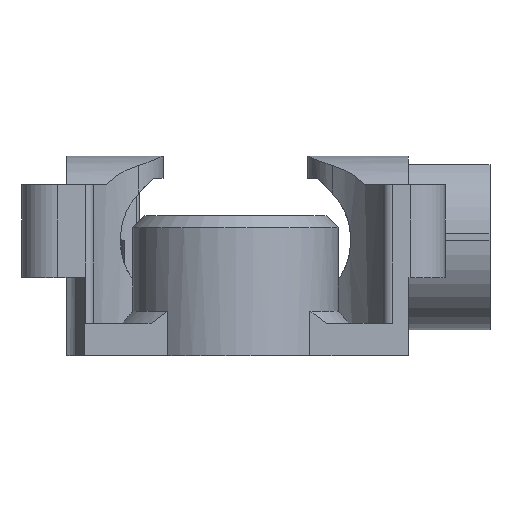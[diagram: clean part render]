
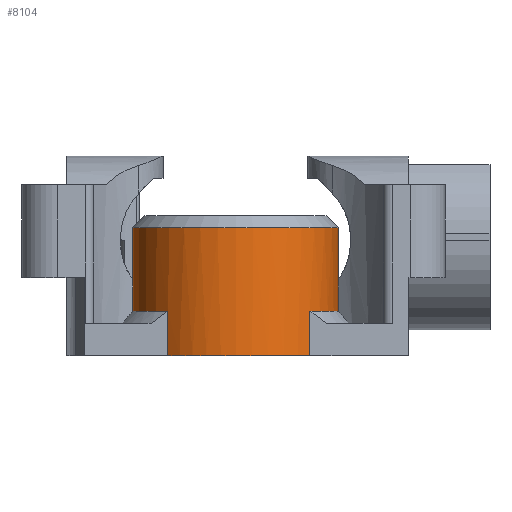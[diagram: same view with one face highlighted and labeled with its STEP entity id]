
A CAD part, left-side view. The second image highlights one B-rep face of the part: STEP entity #8104.
In plain terms, the highlighted cylindrical face has radius 12.6 mm (diameter 25.2 mm), a full revolution.
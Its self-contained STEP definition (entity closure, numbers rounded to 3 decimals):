
#317=CYLINDRICAL_SURFACE('',#8398,12.6);
#778=FACE_OUTER_BOUND('',#1240,.T.);
#1240=EDGE_LOOP('',(#6997,#6998,#6999,#7000,#7001,#7002,#7003,#7004,#7005,
#7006));
#2303=LINE('',#15503,#2848);
#2304=LINE('',#15505,#2849);
#2305=LINE('',#15512,#2850);
#2848=VECTOR('',#9288,12.6);
#2849=VECTOR('',#9289,10.);
#2850=VECTOR('',#9296,10.);
#3040=CIRCLE('',#8343,12.6);
#3050=CIRCLE('',#8353,12.6);
#3079=CIRCLE('',#8397,12.6);
#3080=CIRCLE('',#8399,12.6);
#3081=CIRCLE('',#8400,12.6);
#3082=CIRCLE('',#8401,12.6);
#3743=VERTEX_POINT('',#15372);
#3744=VERTEX_POINT('',#15373);
#3761=VERTEX_POINT('',#15407);
#3794=VERTEX_POINT('',#15499);
#3795=VERTEX_POINT('',#15504);
#3796=VERTEX_POINT('',#15506);
#3797=VERTEX_POINT('',#15508);
#3798=VERTEX_POINT('',#15510);
#4844=EDGE_CURVE('',#3743,#3744,#3040,.T.);
#4862=EDGE_CURVE('',#3744,#3761,#3050,.T.);
#4906=EDGE_CURVE('',#3794,#3794,#3079,.T.);
#4907=EDGE_CURVE('',#3794,#3744,#2303,.T.);
#4908=EDGE_CURVE('',#3795,#3761,#2304,.T.);
#4909=EDGE_CURVE('',#3796,#3795,#3080,.T.);
#4910=EDGE_CURVE('',#3797,#3796,#3081,.T.);
#4911=EDGE_CURVE('',#3798,#3797,#3082,.T.);
#4912=EDGE_CURVE('',#3743,#3798,#2305,.T.);
#6997=ORIENTED_EDGE('',*,*,#4906,.F.);
#6998=ORIENTED_EDGE('',*,*,#4907,.T.);
#6999=ORIENTED_EDGE('',*,*,#4862,.T.);
#7000=ORIENTED_EDGE('',*,*,#4908,.F.);
#7001=ORIENTED_EDGE('',*,*,#4909,.F.);
#7002=ORIENTED_EDGE('',*,*,#4910,.F.);
#7003=ORIENTED_EDGE('',*,*,#4911,.F.);
#7004=ORIENTED_EDGE('',*,*,#4912,.F.);
#7005=ORIENTED_EDGE('',*,*,#4844,.T.);
#7006=ORIENTED_EDGE('',*,*,#4907,.F.);
#8104=ADVANCED_FACE('',(#778),#317,.T.);
#8343=AXIS2_PLACEMENT_3D('',#15374,#9153,#9154);
#8353=AXIS2_PLACEMENT_3D('',#15409,#9181,#9182);
#8397=AXIS2_PLACEMENT_3D('',#15501,#9284,#9285);
#8398=AXIS2_PLACEMENT_3D('',#15502,#9286,#9287);
#8399=AXIS2_PLACEMENT_3D('',#15507,#9290,#9291);
#8400=AXIS2_PLACEMENT_3D('',#15509,#9292,#9293);
#8401=AXIS2_PLACEMENT_3D('',#15511,#9294,#9295);
#9153=DIRECTION('center_axis',(0.,0.,1.));
#9154=DIRECTION('ref_axis',(1.,0.,0.));
#9181=DIRECTION('center_axis',(0.,0.,1.));
#9182=DIRECTION('ref_axis',(1.,0.,0.));
#9284=DIRECTION('center_axis',(0.,0.,1.));
#9285=DIRECTION('ref_axis',(1.,0.,0.));
#9286=DIRECTION('center_axis',(0.,0.,1.));
#9287=DIRECTION('ref_axis',(1.,0.,0.));
#9288=DIRECTION('',(0.,0.,-1.));
#9289=DIRECTION('',(0.,0.,-1.));
#9290=DIRECTION('center_axis',(0.,0.,-1.));
#9291=DIRECTION('ref_axis',(1.,0.,0.));
#9292=DIRECTION('center_axis',(0.,0.,-1.));
#9293=DIRECTION('ref_axis',(1.,0.,0.));
#9294=DIRECTION('center_axis',(0.,0.,-1.));
#9295=DIRECTION('ref_axis',(1.,0.,0.));
#9296=DIRECTION('',(0.,0.,1.));
#15372=CARTESIAN_POINT('',(-31.227,8.304,0.));
#15373=CARTESIAN_POINT('',(-34.35,0.,0.));
#15374=CARTESIAN_POINT('Origin',(-21.75,0.,0.));
#15407=CARTESIAN_POINT('',(-30.446,-9.118,0.));
#15409=CARTESIAN_POINT('Origin',(-21.75,0.,0.));
#15499=CARTESIAN_POINT('',(-34.35,0.,15.7));
#15501=CARTESIAN_POINT('Origin',(-21.75,0.,15.7));
#15502=CARTESIAN_POINT('Origin',(-21.75,0.,0.));
#15503=CARTESIAN_POINT('',(-34.35,0.,0.));
#15504=CARTESIAN_POINT('',(-30.446,-9.118,5.5));
#15505=CARTESIAN_POINT('',(-30.446,-9.118,0.));
#15506=CARTESIAN_POINT('',(-21.75,-12.6,5.5));
#15507=CARTESIAN_POINT('Origin',(-21.75,0.,5.5));
#15508=CARTESIAN_POINT('',(-21.75,12.6,5.5));
#15509=CARTESIAN_POINT('Origin',(-21.75,0.,5.5));
#15510=CARTESIAN_POINT('',(-31.227,8.304,5.5));
#15511=CARTESIAN_POINT('Origin',(-21.75,0.,5.5));
#15512=CARTESIAN_POINT('',(-31.227,8.304,0.));
